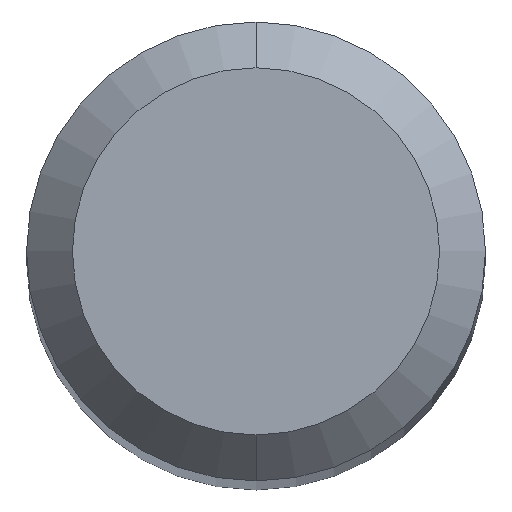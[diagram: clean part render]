
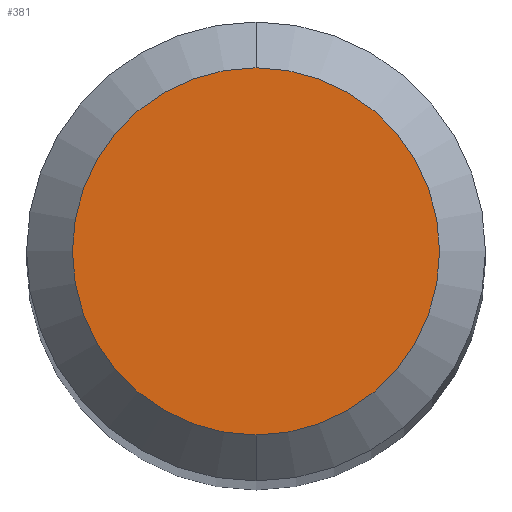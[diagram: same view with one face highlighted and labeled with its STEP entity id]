
A CAD part, top view. The second image highlights one B-rep face of the part: STEP entity #381.
In plain terms, the highlighted planar face has unit normal (0, 0, 1).
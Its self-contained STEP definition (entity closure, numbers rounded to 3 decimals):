
#353=VERTEX_POINT('',#719);
#355=VERTEX_POINT('',#721);
#373=EDGE_CURVE('',#355,#353,#740,.T.);
#381=ADVANCED_FACE('',(#748),#749,.T.);
#429=EDGE_CURVE('',#353,#355,#801,.T.);
#719=CARTESIAN_POINT('',(0.0,1.2,28.0));
#721=CARTESIAN_POINT('',(0.,-1.2,28.0));
#740=CIRCLE('',#1312,1.2);
#748=FACE_OUTER_BOUND('',#1323,.T.);
#749=PLANE('',#1324);
#801=CIRCLE('',#1414,1.2);
#1312=AXIS2_PLACEMENT_3D('',#1843,#1844,#1845);
#1323=EDGE_LOOP('',(#1851,#1852));
#1324=AXIS2_PLACEMENT_3D('',#1853,#1854,#1855);
#1414=AXIS2_PLACEMENT_3D('',#1913,#1914,#1915);
#1843=CARTESIAN_POINT('',(0.0,0.0,28.0));
#1844=DIRECTION('',(0.0,0.0,-1.0));
#1845=DIRECTION('',(0.0,1.0,0.0));
#1851=ORIENTED_EDGE('',*,*,#429,.F.);
#1852=ORIENTED_EDGE('',*,*,#373,.F.);
#1853=CARTESIAN_POINT('',(0.0,0.6,28.0));
#1854=DIRECTION('',(0.0,0.0,1.0));
#1855=DIRECTION('',(0.0,-1.0,0.0));
#1913=CARTESIAN_POINT('',(0.0,0.0,28.0));
#1914=DIRECTION('',(0.0,0.0,-1.0));
#1915=DIRECTION('',(0.0,1.0,0.0));
